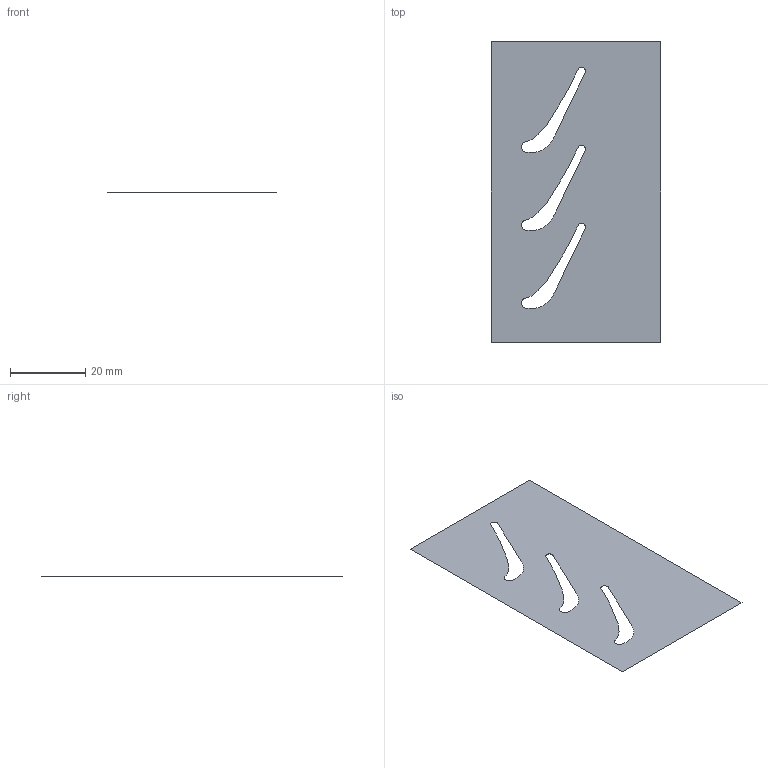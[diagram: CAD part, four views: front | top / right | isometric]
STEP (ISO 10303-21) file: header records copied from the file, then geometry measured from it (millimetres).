
FILE_DESCRIPTION (( 'STEP AP214' ), '1' );
FILE_NAME ('Stator_CFD_V3.STEP', '2025-02-15T19:47:29', ( '' ), ( '' ), 'SwSTEP 2.0', 'SolidWorks 2024', '' );
FILE_SCHEMA (( 'AUTOMOTIVE_DESIGN' ));
Length unit declared in the file: millimetre
Products named in the file (1): Stator_CFD_V3
Bounding box: 45 x 80 x 0 mm (x, y, z)
Surface area: 3369.8 mm2 (no closed solid volume)
Topology: 0 solids, 1 shells, 1 faces, 10 edges, 10 vertices
Faces by surface type: plane 1
Entity records: 9411 total; most frequent: CARTESIAN_POINT 9331, EDGE_CURVE 10, VERTEX_POINT 10, ORIENTED_EDGE 10, DIRECTION 8, B_SPLINE_CURVE_WITH_KNOTS 6, LINE 4, EDGE_LOOP 4
